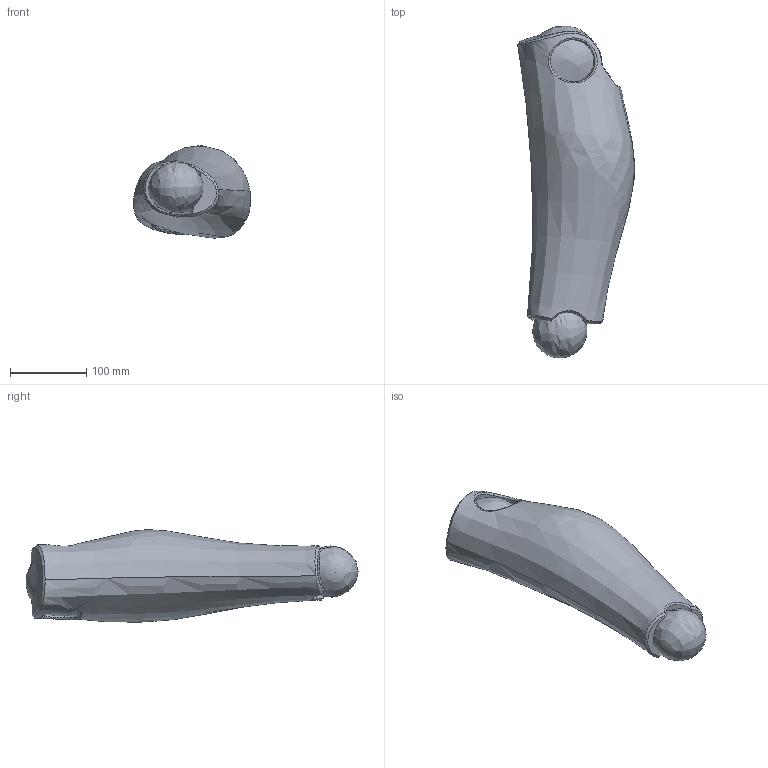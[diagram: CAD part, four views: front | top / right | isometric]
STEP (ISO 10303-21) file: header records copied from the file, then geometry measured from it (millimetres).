
FILE_DESCRIPTION(/* description */ (''),/* implementation_level */ '2;1');
FILE_NAME(/* name */ 'Lower_Leg.step',/* time_stamp */ '2022-11-12T21:37:09+07:00',/* author */ (''),/* organization */ (''),/* preprocessor_version */ 'ST-DEVELOPER v19.2',/* originating_system */ 'Autodesk Translation Framework v11.17.0.187',/* authorisation */ '');
FILE_SCHEMA (('AUTOMOTIVE_DESIGN { 1 0 10303 214 3 1 1 }'));
Length unit declared in the file: millimetre
Products named in the file (1): Left_Leg2
Bounding box: 153.64 x 435.54 x 121.19 mm (x, y, z)
Volume: 3573716.9 mm3; surface area: 161177.2 mm2
Topology: 2 solids, 3 shells, 35 faces, 91 edges, 59 vertices
Faces by surface type: bspline 28, plane 5, sphere 2
Entity records: 4794 total; most frequent: CARTESIAN_POINT 4133, ORIENTED_EDGE 170, EDGE_CURVE 85, VERTEX_POINT 59, DIRECTION 55, B_SPLINE_CURVE_WITH_KNOTS 52, EDGE_LOOP 38, FACE_OUTER_BOUND 35
